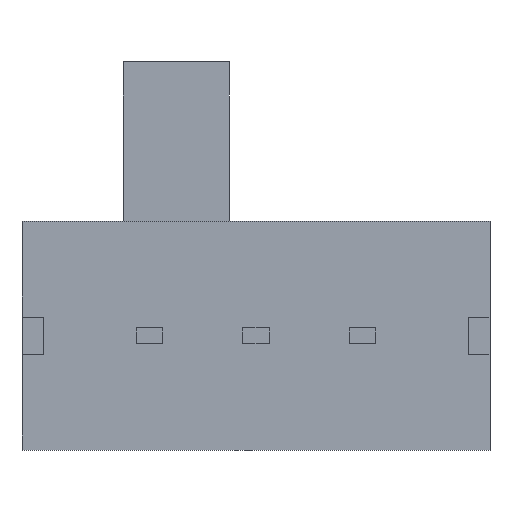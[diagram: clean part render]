
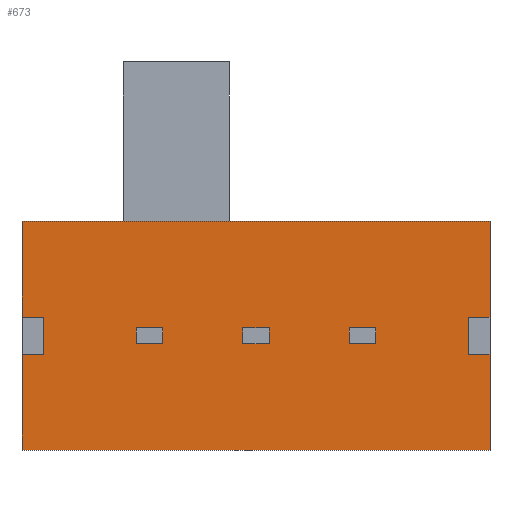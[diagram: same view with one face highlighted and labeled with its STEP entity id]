
A CAD part, front view. The second image highlights one B-rep face of the part: STEP entity #673.
In plain terms, the highlighted planar face has unit normal (0, -1, 0).
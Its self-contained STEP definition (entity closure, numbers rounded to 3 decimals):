
#15=FACE_BOUND('',#62,.T.);
#16=FACE_BOUND('',#63,.T.);
#17=FACE_BOUND('',#64,.T.);
#23=FACE_OUTER_BOUND('',#61,.T.);
#61=EDGE_LOOP('',(#459,#460,#461,#462,#463,#464,#465,#466,#467,#468,#469,
#470));
#62=EDGE_LOOP('',(#471,#472,#473,#474));
#63=EDGE_LOOP('',(#475,#476,#477,#478));
#64=EDGE_LOOP('',(#479,#480,#481,#482));
#99=LINE('',#935,#193);
#103=LINE('',#944,#197);
#107=LINE('',#951,#201);
#110=LINE('',#957,#204);
#111=LINE('',#959,#205);
#112=LINE('',#961,#206);
#113=LINE('',#963,#207);
#114=LINE('',#965,#208);
#115=LINE('',#967,#209);
#116=LINE('',#969,#210);
#117=LINE('',#971,#211);
#118=LINE('',#972,#212);
#119=LINE('',#975,#213);
#120=LINE('',#977,#214);
#121=LINE('',#979,#215);
#122=LINE('',#980,#216);
#123=LINE('',#983,#217);
#124=LINE('',#985,#218);
#125=LINE('',#987,#219);
#126=LINE('',#988,#220);
#127=LINE('',#991,#221);
#128=LINE('',#993,#222);
#129=LINE('',#995,#223);
#130=LINE('',#996,#224);
#193=VECTOR('',#763,10.);
#197=VECTOR('',#769,10.);
#201=VECTOR('',#775,10.);
#204=VECTOR('',#782,10.);
#205=VECTOR('',#783,10.);
#206=VECTOR('',#784,10.);
#207=VECTOR('',#785,10.);
#208=VECTOR('',#786,10.);
#209=VECTOR('',#787,10.);
#210=VECTOR('',#788,10.);
#211=VECTOR('',#789,10.);
#212=VECTOR('',#790,10.);
#213=VECTOR('',#791,10.);
#214=VECTOR('',#792,10.);
#215=VECTOR('',#793,10.);
#216=VECTOR('',#794,10.);
#217=VECTOR('',#795,10.);
#218=VECTOR('',#796,10.);
#219=VECTOR('',#797,10.);
#220=VECTOR('',#798,10.);
#221=VECTOR('',#799,10.);
#222=VECTOR('',#800,10.);
#223=VECTOR('',#801,10.);
#224=VECTOR('',#802,10.);
#287=VERTEX_POINT('',#933);
#288=VERTEX_POINT('',#934);
#291=VERTEX_POINT('',#942);
#292=VERTEX_POINT('',#943);
#295=VERTEX_POINT('',#956);
#296=VERTEX_POINT('',#958);
#297=VERTEX_POINT('',#960);
#298=VERTEX_POINT('',#962);
#299=VERTEX_POINT('',#964);
#300=VERTEX_POINT('',#966);
#301=VERTEX_POINT('',#968);
#302=VERTEX_POINT('',#970);
#303=VERTEX_POINT('',#973);
#304=VERTEX_POINT('',#974);
#305=VERTEX_POINT('',#976);
#306=VERTEX_POINT('',#978);
#307=VERTEX_POINT('',#981);
#308=VERTEX_POINT('',#982);
#309=VERTEX_POINT('',#984);
#310=VERTEX_POINT('',#986);
#311=VERTEX_POINT('',#989);
#312=VERTEX_POINT('',#990);
#313=VERTEX_POINT('',#992);
#314=VERTEX_POINT('',#994);
#349=EDGE_CURVE('',#287,#288,#99,.T.);
#353=EDGE_CURVE('',#291,#292,#103,.T.);
#357=EDGE_CURVE('',#292,#287,#107,.T.);
#360=EDGE_CURVE('',#288,#295,#110,.T.);
#361=EDGE_CURVE('',#295,#296,#111,.T.);
#362=EDGE_CURVE('',#296,#297,#112,.T.);
#363=EDGE_CURVE('',#297,#298,#113,.T.);
#364=EDGE_CURVE('',#298,#299,#114,.T.);
#365=EDGE_CURVE('',#299,#300,#115,.T.);
#366=EDGE_CURVE('',#300,#301,#116,.T.);
#367=EDGE_CURVE('',#301,#302,#117,.T.);
#368=EDGE_CURVE('',#302,#291,#118,.T.);
#369=EDGE_CURVE('',#303,#304,#119,.T.);
#370=EDGE_CURVE('',#304,#305,#120,.T.);
#371=EDGE_CURVE('',#305,#306,#121,.T.);
#372=EDGE_CURVE('',#306,#303,#122,.T.);
#373=EDGE_CURVE('',#307,#308,#123,.T.);
#374=EDGE_CURVE('',#308,#309,#124,.T.);
#375=EDGE_CURVE('',#309,#310,#125,.T.);
#376=EDGE_CURVE('',#310,#307,#126,.T.);
#377=EDGE_CURVE('',#311,#312,#127,.T.);
#378=EDGE_CURVE('',#312,#313,#128,.T.);
#379=EDGE_CURVE('',#313,#314,#129,.T.);
#380=EDGE_CURVE('',#314,#311,#130,.T.);
#459=ORIENTED_EDGE('',*,*,#353,.T.);
#460=ORIENTED_EDGE('',*,*,#357,.T.);
#461=ORIENTED_EDGE('',*,*,#349,.T.);
#462=ORIENTED_EDGE('',*,*,#360,.T.);
#463=ORIENTED_EDGE('',*,*,#361,.T.);
#464=ORIENTED_EDGE('',*,*,#362,.T.);
#465=ORIENTED_EDGE('',*,*,#363,.T.);
#466=ORIENTED_EDGE('',*,*,#364,.T.);
#467=ORIENTED_EDGE('',*,*,#365,.T.);
#468=ORIENTED_EDGE('',*,*,#366,.T.);
#469=ORIENTED_EDGE('',*,*,#367,.T.);
#470=ORIENTED_EDGE('',*,*,#368,.T.);
#471=ORIENTED_EDGE('',*,*,#369,.T.);
#472=ORIENTED_EDGE('',*,*,#370,.T.);
#473=ORIENTED_EDGE('',*,*,#371,.T.);
#474=ORIENTED_EDGE('',*,*,#372,.T.);
#475=ORIENTED_EDGE('',*,*,#373,.T.);
#476=ORIENTED_EDGE('',*,*,#374,.T.);
#477=ORIENTED_EDGE('',*,*,#375,.T.);
#478=ORIENTED_EDGE('',*,*,#376,.T.);
#479=ORIENTED_EDGE('',*,*,#377,.T.);
#480=ORIENTED_EDGE('',*,*,#378,.T.);
#481=ORIENTED_EDGE('',*,*,#379,.T.);
#482=ORIENTED_EDGE('',*,*,#380,.T.);
#635=PLANE('',#725);
#673=ADVANCED_FACE('',(#23,#15,#16,#17),#635,.F.);
#725=AXIS2_PLACEMENT_3D('',#955,#780,#781);
#763=DIRECTION('',(-1.,0.,0.));
#769=DIRECTION('',(1.,0.,0.));
#775=DIRECTION('',(0.,0.,-1.));
#780=DIRECTION('center_axis',(0.,1.,0.));
#781=DIRECTION('ref_axis',(1.,0.,0.));
#782=DIRECTION('',(0.,0.,-1.));
#783=DIRECTION('',(1.,0.,0.));
#784=DIRECTION('',(0.,0.,1.));
#785=DIRECTION('',(-1.,0.,0.));
#786=DIRECTION('',(0.,0.,1.));
#787=DIRECTION('',(1.,0.,0.));
#788=DIRECTION('',(0.,0.,1.));
#789=DIRECTION('',(-1.,0.,0.));
#790=DIRECTION('',(0.,0.,-1.));
#791=DIRECTION('',(0.,0.,1.));
#792=DIRECTION('',(1.,0.,0.));
#793=DIRECTION('',(0.,0.,-1.));
#794=DIRECTION('',(-1.,0.,0.));
#795=DIRECTION('',(0.,0.,1.));
#796=DIRECTION('',(1.,0.,0.));
#797=DIRECTION('',(0.,0.,-1.));
#798=DIRECTION('',(-1.,0.,0.));
#799=DIRECTION('',(0.,0.,1.));
#800=DIRECTION('',(1.,0.,0.));
#801=DIRECTION('',(0.,0.,-1.));
#802=DIRECTION('',(-1.,0.,0.));
#933=CARTESIAN_POINT('',(-4.,0.,-0.35));
#934=CARTESIAN_POINT('',(-4.4,0.,-0.35));
#935=CARTESIAN_POINT('',(-2.2,0.,-0.35));
#942=CARTESIAN_POINT('',(-4.4,0.,0.35));
#943=CARTESIAN_POINT('',(-4.,0.,0.35));
#944=CARTESIAN_POINT('',(-2.,0.,0.35));
#951=CARTESIAN_POINT('',(-4.,0.,-0.175));
#955=CARTESIAN_POINT('Origin',(0.,0.,0.));
#956=CARTESIAN_POINT('',(-4.4,0.,-2.15));
#957=CARTESIAN_POINT('',(-4.4,0.,2.15));
#958=CARTESIAN_POINT('',(4.4,0.,-2.15));
#959=CARTESIAN_POINT('',(-4.4,0.,-2.15));
#960=CARTESIAN_POINT('',(4.4,0.,-0.35));
#961=CARTESIAN_POINT('',(4.4,0.,-2.15));
#962=CARTESIAN_POINT('',(4.,0.,-0.35));
#963=CARTESIAN_POINT('',(2.,0.,-0.35));
#964=CARTESIAN_POINT('',(4.,0.,0.35));
#965=CARTESIAN_POINT('',(4.,0.,0.175));
#966=CARTESIAN_POINT('',(4.4,0.,0.35));
#967=CARTESIAN_POINT('',(2.2,0.,0.35));
#968=CARTESIAN_POINT('',(4.4,0.,2.15));
#969=CARTESIAN_POINT('',(4.4,0.,-2.15));
#970=CARTESIAN_POINT('',(-4.4,0.,2.15));
#971=CARTESIAN_POINT('',(4.4,0.,2.15));
#972=CARTESIAN_POINT('',(-4.4,0.,2.15));
#973=CARTESIAN_POINT('',(-2.25,0.,-0.15));
#974=CARTESIAN_POINT('',(-2.25,0.,0.15));
#975=CARTESIAN_POINT('',(-2.25,0.,0.075));
#976=CARTESIAN_POINT('',(-1.75,0.,0.15));
#977=CARTESIAN_POINT('',(-0.875,0.,0.15));
#978=CARTESIAN_POINT('',(-1.75,0.,-0.15));
#979=CARTESIAN_POINT('',(-1.75,0.,-0.075));
#980=CARTESIAN_POINT('',(-1.125,0.,-0.15));
#981=CARTESIAN_POINT('',(-0.25,0.,-0.15));
#982=CARTESIAN_POINT('',(-0.25,0.,0.15));
#983=CARTESIAN_POINT('',(-0.25,0.,0.075));
#984=CARTESIAN_POINT('',(0.25,0.,0.15));
#985=CARTESIAN_POINT('',(0.125,0.,0.15));
#986=CARTESIAN_POINT('',(0.25,0.,-0.15));
#987=CARTESIAN_POINT('',(0.25,0.,-0.075));
#988=CARTESIAN_POINT('',(-0.125,0.,-0.15));
#989=CARTESIAN_POINT('',(1.75,0.,-0.15));
#990=CARTESIAN_POINT('',(1.75,0.,0.15));
#991=CARTESIAN_POINT('',(1.75,0.,0.075));
#992=CARTESIAN_POINT('',(2.25,0.,0.15));
#993=CARTESIAN_POINT('',(1.125,0.,0.15));
#994=CARTESIAN_POINT('',(2.25,0.,-0.15));
#995=CARTESIAN_POINT('',(2.25,0.,-0.075));
#996=CARTESIAN_POINT('',(0.875,0.,-0.15));
